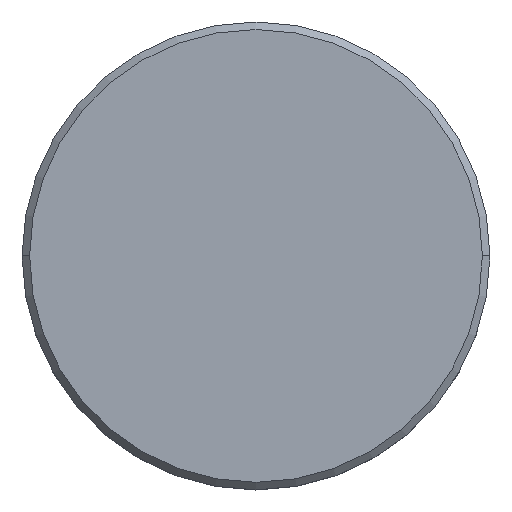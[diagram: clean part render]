
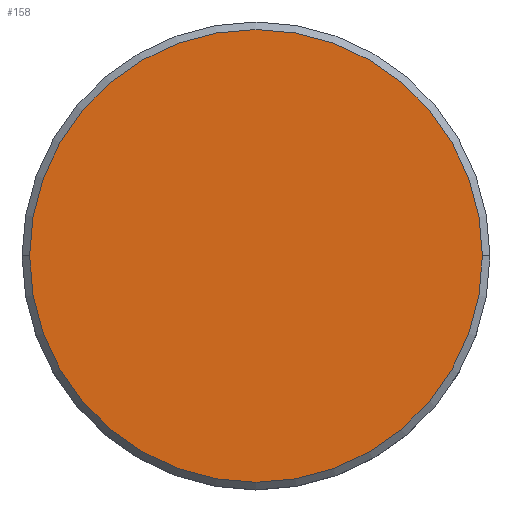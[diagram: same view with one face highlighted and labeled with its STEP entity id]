
A CAD part, top view. The second image highlights one B-rep face of the part: STEP entity #158.
In plain terms, the highlighted planar face has unit normal (0, 0, 1).
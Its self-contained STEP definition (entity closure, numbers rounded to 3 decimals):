
#107 = ORIENTED_EDGE ( 'NONE', *, *, #504, .T. ) ;
#158 = ADVANCED_FACE ( 'NONE', ( #372 ), #432, .T. ) ;
#228 = AXIS2_PLACEMENT_3D ( 'NONE', #954, #1155, #693 ) ;
#356 = DIRECTION ( 'NONE',  ( 1., 0., 0. ) ) ;
#360 = DIRECTION ( 'NONE',  ( 1., 0., 0. ) ) ;
#361 = ORIENTED_EDGE ( 'NONE', *, *, #1113, .T. ) ;
#366 = CARTESIAN_POINT ( 'NONE',  ( 15., 0., 0. ) ) ;
#367 = CARTESIAN_POINT ( 'NONE',  ( 0., 0., 0. ) ) ;
#372 = FACE_OUTER_BOUND ( 'NONE', #741, .T. ) ;
#432 = PLANE ( 'NONE',  #866 ) ;
#504 = EDGE_CURVE ( 'NONE', #555, #875, #1104, .T. ) ;
#520 = CARTESIAN_POINT ( 'NONE',  ( 0., 0., 0. ) ) ;
#555 = VERTEX_POINT ( 'NONE', #366 ) ;
#693 = DIRECTION ( 'NONE',  ( 1., 0., 0. ) ) ;
#718 = DIRECTION ( 'NONE',  ( 0., 0., 1. ) ) ;
#741 = EDGE_LOOP ( 'NONE', ( #361, #107 ) ) ;
#799 = DIRECTION ( 'NONE',  ( 0., 0., 1. ) ) ;
#866 = AXIS2_PLACEMENT_3D ( 'NONE', #367, #718, #360 ) ;
#875 = VERTEX_POINT ( 'NONE', #1131 ) ;
#927 = CIRCLE ( 'NONE', #1062, 15. ) ;
#954 = CARTESIAN_POINT ( 'NONE',  ( 0., 0., 0. ) ) ;
#1062 = AXIS2_PLACEMENT_3D ( 'NONE', #520, #799, #356 ) ;
#1104 = CIRCLE ( 'NONE', #228, 15. ) ;
#1113 = EDGE_CURVE ( 'NONE', #875, #555, #927, .T. ) ;
#1131 = CARTESIAN_POINT ( 'NONE',  ( -15., 0., 0. ) ) ;
#1155 = DIRECTION ( 'NONE',  ( 0., 0., 1. ) ) ;
